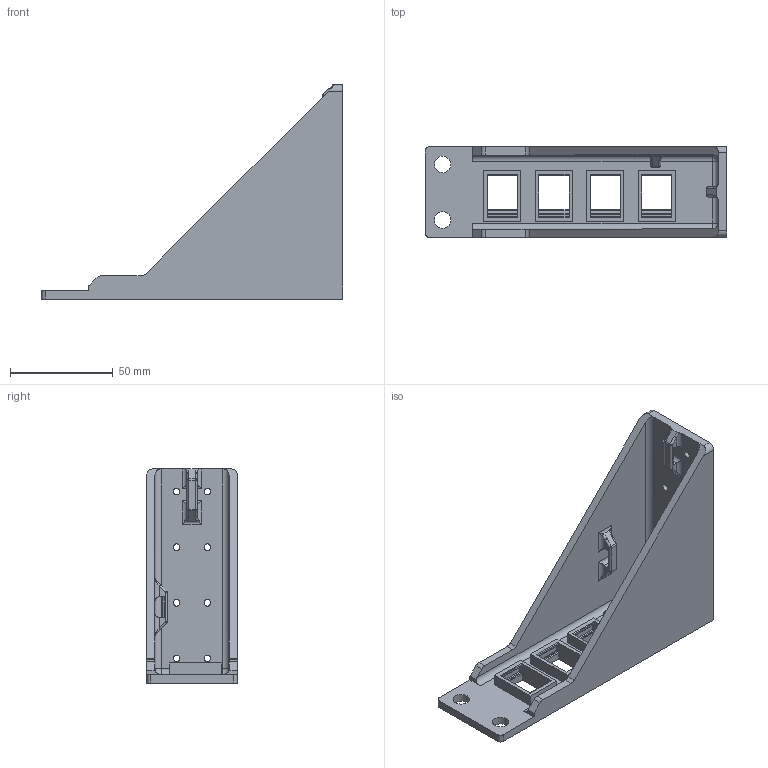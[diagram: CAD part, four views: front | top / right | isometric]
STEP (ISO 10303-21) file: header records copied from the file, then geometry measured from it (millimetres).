
FILE_DESCRIPTION(/* description */ ('STEP AP242','CAx-IF Rec.Pracs.---Representation and Presentation of Product Manufacturing Information (PMI)---4.0---2014-10-13','CAx-IF Rec.Pracs.---3D Tessellated Geometry---0.4---2014-09-14','2;1'),/* implementation_level */ '2;1');
FILE_NAME(/* name */ '64f38716d26c884eba7a61a8',/* time_stamp */ '2023-09-02T19:03:50Z',/* author */ (''),/* organization */ (''),/* preprocessor_version */ 'ST-DEVELOPER v19.4',/* originating_system */ ' ',/* authorisation */ ' ');
FILE_SCHEMA (('AP242_MANAGED_MODEL_BASED_3D_ENGINEERING_MIM_LF { 1 0 10303 442 1 1 4 }'));
Length unit declared in the file: metre
Products named in the file (1): Bracket with Keystones
Bounding box: 146.5 x 44 x 104 mm (x, y, z)
Volume: 84745.9 mm3; surface area: 47148.2 mm2
Topology: 1 solids, 1 shells, 232 faces, 645 edges, 402 vertices
Faces by surface type: plane 106, cylinder 102, bspline 14, sphere 10
Full cylindrical faces by diameter (mm): 3.2 x8, 8 x2
Entity records: 7363 total; most frequent: CARTESIAN_POINT 1400, DIRECTION 1267, ORIENTED_EDGE 1222, EDGE_CURVE 611, AXIS2_PLACEMENT_3D 439, VERTEX_POINT 394, LINE 389, VECTOR 389
